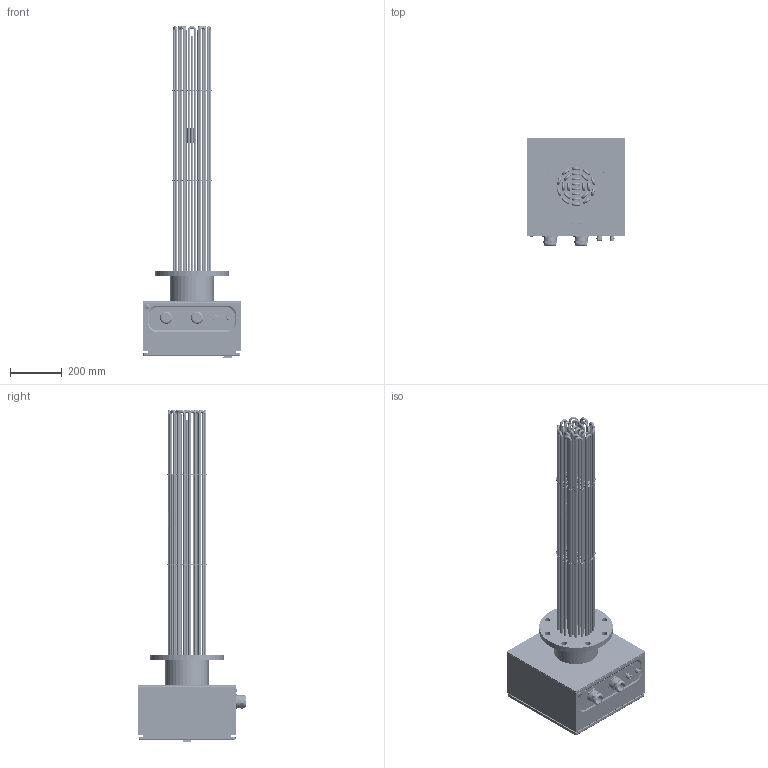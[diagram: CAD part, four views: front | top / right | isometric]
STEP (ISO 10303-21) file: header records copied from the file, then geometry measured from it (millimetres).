
FILE_DESCRIPTION (( 'STEP AP214' ), '1' );
FILE_NAME ('180020 - SSFHK 96 kW DN150 ET 950.STEP', '2021-06-08T07:59:27', ( '' ), ( '' ), 'SwSTEP 2.0', 'SolidWorks 2021', '' );
FILE_SCHEMA (( 'AUTOMOTIVE_DESIGN' ));
Length unit declared in the file: millimetre
Products named in the file (23): Anschlusskasten^SSFHK_380x380x210; KV M20 WT MS^Kabelverschraubung_SSFHK; Messingbrücken^SSFHK_TYP F - DN150 - 24 RHK; FSR STB^Fühlerschutzrohre_SSFHK; Fühlerschutzrohre^SSFHK_DN150 - 950 mm; STB TF^Fühlerschutzrohre_SSFHK_950 mm; AK 380x380x210^Anschlusskasten_SSFHK; KV M50 WT MS^Kabelverschraubung_SSFHK; KV M16 WT MS^Kabelverschraubung_SSFHK; Flansch^SSFHK_DN150 - 24 RHK; 180020 - SSFHK 96 kW DN150 ET 950; Distanzscheiben^SSFHK_DN150 - 24 RHK; Kabelverschraubung^SSFHK_2xM50+M20+M16; RHK^Rohrheizkörper_SSFHK_ET 950; BODY 380^AK 380x380x210_Anschlusskasten_SSFHK; Anschlusskastenplatte^SSFHK_380; WB 10er^Fühlerschutzrohre_SSFHK; VM^SSFHK_DN150 - 24 RHK - 950mm; SCHLOSS 380^AK 380x380x210_Anschlusskasten_SSFHK; BODENDECKEL 380^AK 380x380x210_Anschlusskasten_SSFHK; Kühlstrecke^SSFHK_DN150; Rohrheizkörper^SSFHK_DN150 - 24 RHK - 950 mm; DECKEL 380^AK 380x380x210_Anschlusskasten_SSFHK
Assembly tree (47 placements, depth 4):
  180020 - SSFHK 96 kW DN150 ET 950
    Flansch^SSFHK_DN150 - 24 RHK
    Rohrheizkörper^SSFHK_DN150 - 24 RHK - 950 mm
      RHK^Rohrheizkörper_SSFHK_ET 950  x24
    Distanzscheiben^SSFHK_DN150 - 24 RHK  x2
    Kühlstrecke^SSFHK_DN150
    Anschlusskastenplatte^SSFHK_380
    Fühlerschutzrohre^SSFHK_DN150 - 950 mm
      FSR STB^Fühlerschutzrohre_SSFHK
      STB TF^Fühlerschutzrohre_SSFHK_950 mm
      WB 10er^Fühlerschutzrohre_SSFHK
    Anschlusskasten^SSFHK_380x380x210
      AK 380x380x210^Anschlusskasten_SSFHK
        BODY 380^AK 380x380x210_Anschlusskasten_SSFHK
        DECKEL 380^AK 380x380x210_Anschlusskasten_SSFHK
        SCHLOSS 380^AK 380x380x210_Anschlusskasten_SSFHK
        BODENDECKEL 380^AK 380x380x210_Anschlusskasten_SSFHK
    Kabelverschraubung^SSFHK_2xM50+M20+M16
      KV M16 WT MS^Kabelverschraubung_SSFHK
      KV M20 WT MS^Kabelverschraubung_SSFHK
      KV M50 WT MS^Kabelverschraubung_SSFHK  x2
    Messingbrücken^SSFHK_TYP F - DN150 - 24 RHK
    VM^SSFHK_DN150 - 24 RHK - 950mm
Bounding box: 380 x 418.48 x 1284.1 mm (x, y, z)
Volume: 4355259.5 mm3; surface area: 4645159.7 mm2
Topology: 63 solids, 63 shells, 4395 faces, 11907 edges, 7704 vertices
Faces by surface type: cylinder 2880, plane 1042, torus 198, cone 184, bspline 91
Entity records: 103575 total; most frequent: CARTESIAN_POINT 21264, DIRECTION 15770, ORIENTED_EDGE 14444, EDGE_CURVE 7222, AXIS2_PLACEMENT_3D 6284, VERTEX_POINT 4692, CIRCLE 3624, EDGE_LOOP 3374
